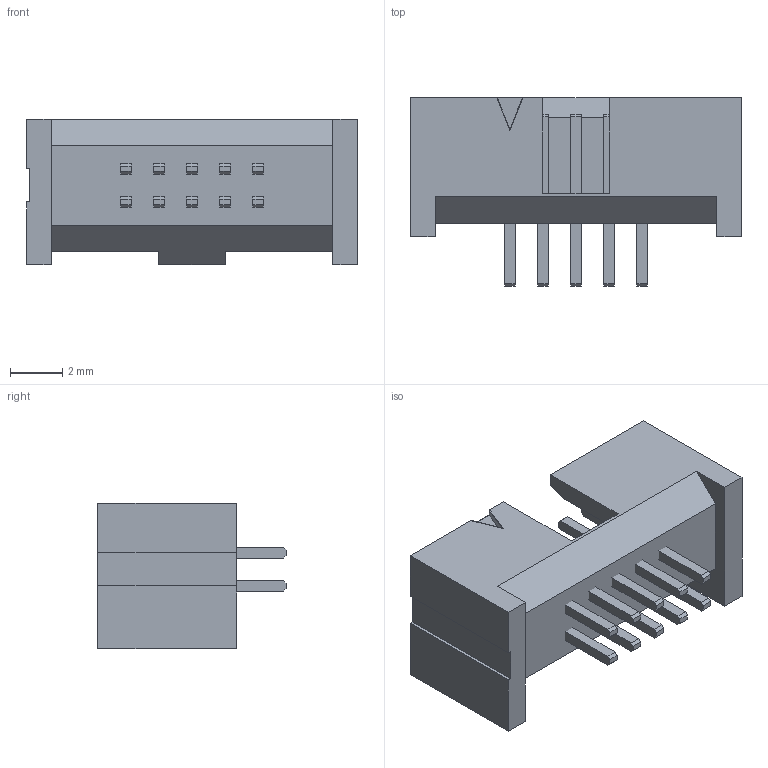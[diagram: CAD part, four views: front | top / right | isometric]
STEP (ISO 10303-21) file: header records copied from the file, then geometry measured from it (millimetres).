
FILE_DESCRIPTION (( 'STEP AP214' ), '1' );
FILE_NAME ('SHF-105-01-L-D-TH.STEP', '2015-06-08T10:47:59', ( '' ), ( '' ), 'SwSTEP 2.0', 'SolidWorks 2014', '' );
FILE_SCHEMA (( 'AUTOMOTIVE_DESIGN' ));
Length unit declared in the file: millimetre
Products named in the file (1): SHF-105-01-L-D-TH
Bounding box: 12.7 x 7.24 x 5.59 mm (x, y, z)
Surface area: 518 mm2 (no closed solid volume)
Topology: 0 solids, 3 shells, 156 faces, 464 edges, 310 vertices
Faces by surface type: plane 156
Entity records: 6854 total; most frequent: CARTESIAN_POINT 1144, ORIENTED_EDGE 846, DIRECTION 707, EDGE_CURVE 464, LINE 393, VECTOR 393, VERTEX_POINT 310, UNCERTAINTY_MEASURE_WITH_UNIT 158
